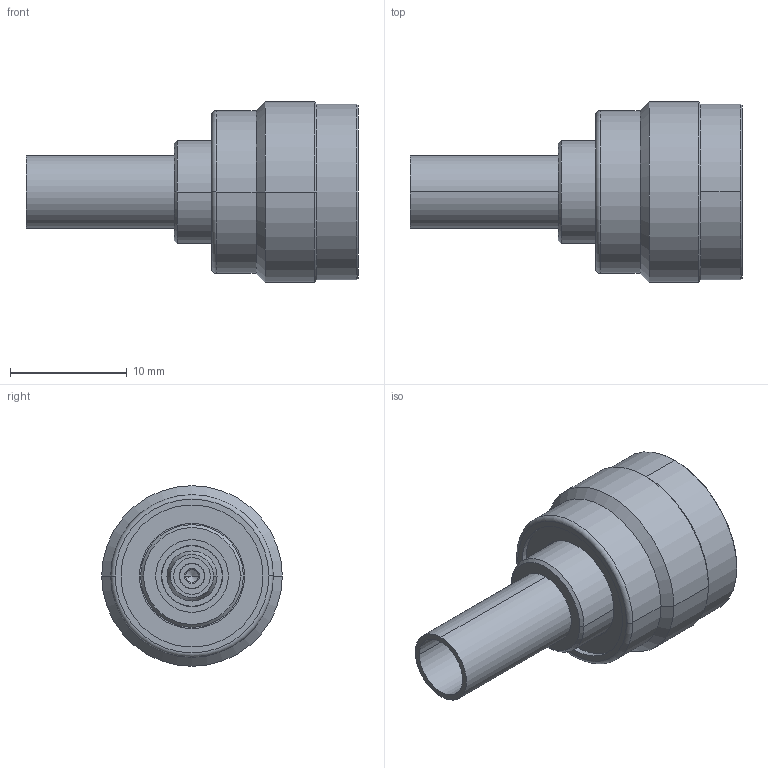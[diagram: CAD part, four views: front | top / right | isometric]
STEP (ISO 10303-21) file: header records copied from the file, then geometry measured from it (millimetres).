
FILE_DESCRIPTION((''),'2;1');
FILE_NAME('31-5677_SW0001','2016-10-06T',('KARTHIK R'),(''),'PRO/ENGINEER BY PARAMETRIC TECHNOLOGY CORPORATION, 2014440','PRO/ENGINEER BY PARAMETRIC TECHNOLOGY CORPORATION, 2014440','');
FILE_SCHEMA(('CONFIG_CONTROL_DESIGN'));
Length unit declared in the file: millimetre
Products named in the file (1): 31-5677_SW0001
Bounding box: 28.47 x 15.49 x 15.49 mm (x, y, z)
Surface area: 3083.7 mm2 (no closed solid volume)
Topology: 0 solids, 11 shells, 186 faces, 484 edges, 308 vertices
Faces by surface type: cylinder 70, plane 54, cone 48, torus 8, bspline 6
Entity records: 8576 total; most frequent: CARTESIAN_POINT 4046, DIRECTION 962, ORIENTED_EDGE 902, EDGE_CURVE 480, AXIS2_PLACEMENT_3D 386, VERTEX_POINT 308, CIRCLE 206, EDGE_LOOP 199
